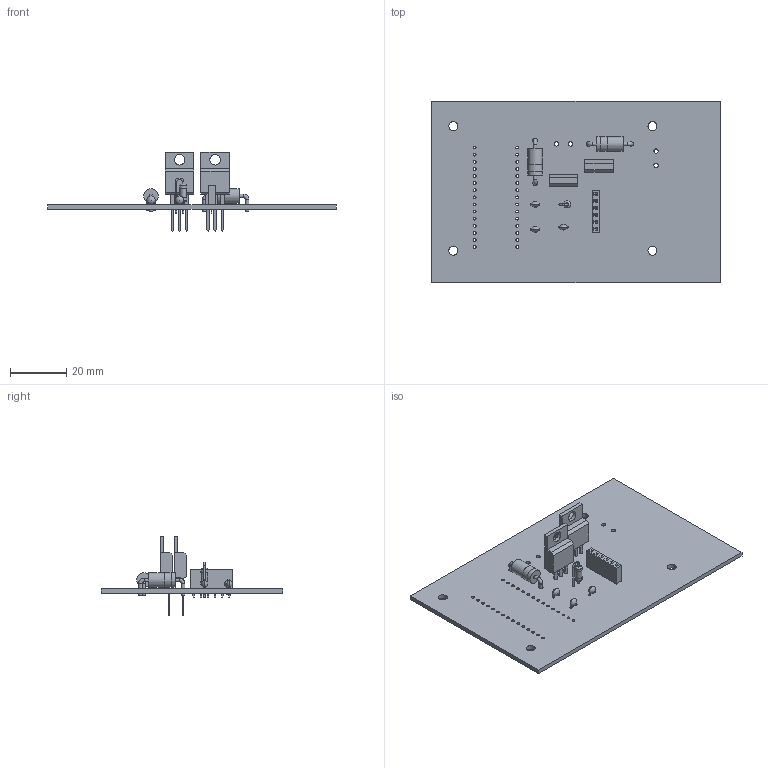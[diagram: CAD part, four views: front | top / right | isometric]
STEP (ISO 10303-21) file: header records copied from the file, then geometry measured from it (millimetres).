
FILE_DESCRIPTION(('KiCad electronic assembly'),'2;1');
FILE_NAME('Clock Switch.step','2021-08-07T17:58:55',('An Author'),( 'A Company'),'Open CASCADE STEP processor 6.9', 'KiCad to STEP converter','Unknown');
FILE_SCHEMA(('AUTOMOTIVE_DESIGN { 1 0 10303 214 1 1 1 1 }'));
Length unit declared in the file: millimetre
Products named in the file (12): Open CASCADE STEP translator 6.9 1; TO-220-3_Vertical; SOLID; R_Axial_DIN0207_L6.3mm_D2.5mm_P2.54mm_Vertical; PinSocket_1x06_P2.54mm_Vertical; D_DO-201AD_P15.24mm_Horizontal; C_Disc_D3.0mm_W2.0mm_P2.50mm; COMPOUND
Assembly tree (15 placements, depth 3):
  Open CASCADE STEP translator 6.9 1
    TO-220-3_Vertical  x2
      SOLID
    R_Axial_DIN0207_L6.3mm_D2.5mm_P2.54mm_Vertical
      SOLID
    PinSocket_1x06_P2.54mm_Vertical
      SOLID
    D_DO-201AD_P15.24mm_Horizontal  x2
      SOLID
    C_Disc_D3.0mm_W2.0mm_P2.50mm  x3
      SOLID
    COMPOUND
Bounding box: 102.87 x 64.77 x 28.52 mm (x, y, z)
Volume: 12258.5 mm3; surface area: 16413.2 mm2
Topology: 10 solids, 10 shells, 443 faces, 1144 edges, 745 vertices
Faces by surface type: plane 320, cylinder 103, torus 8, revolution 6, sphere 6
Full cylindrical faces by diameter (mm): 0.5 x6, 0.6 x4, 0.8 x8, 1 x36, 1.1 x6, 1.3 x8, 1.52 x4, 1.6 x4, 2.25 x1, 2.5 x2, 3.2 x4, 3.735 x2, 5.2 x4, 5.22 x2
Entity records: 26716 total; most frequent: CARTESIAN_POINT 5712, DIRECTION 3505, LINE 2394, VECTOR 2394, ORIENTED_EDGE 1838, PCURVE 1838, DEFINITIONAL_REPRESENTATION 1838, EDGE_CURVE 919
